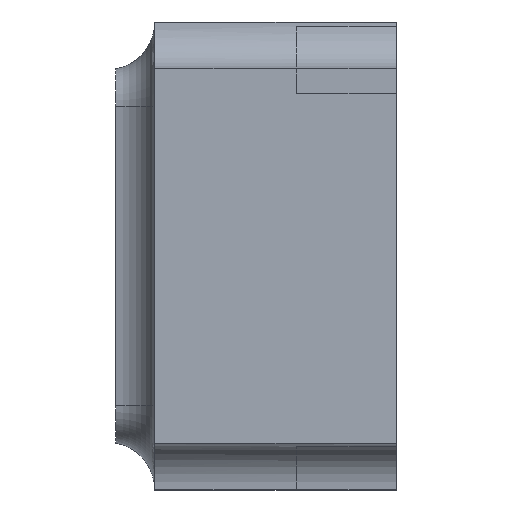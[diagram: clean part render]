
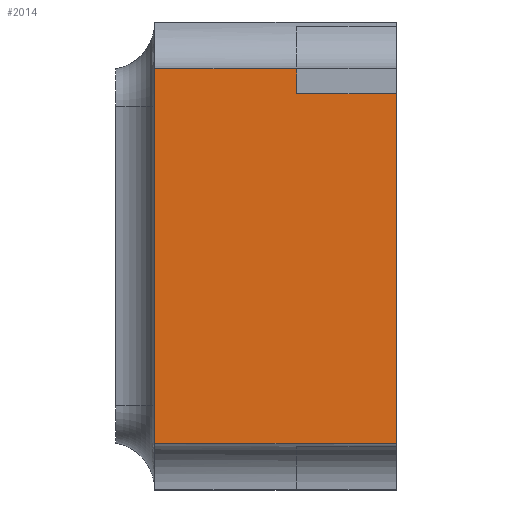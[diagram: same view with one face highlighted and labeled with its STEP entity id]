
A CAD part, left-side view. The second image highlights one B-rep face of the part: STEP entity #2014.
In plain terms, the highlighted planar face has unit normal (-1, 0, 0).
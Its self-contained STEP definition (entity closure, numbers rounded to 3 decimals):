
#204 = DIRECTION ( 'NONE',  ( 0., 0., -1. ) ) ;
#206 = VECTOR ( 'NONE', #204, 1000. ) ;
#245 = EDGE_LOOP ( 'NONE', ( #1361, #866, #772, #1837, #775, #330 ) ) ;
#330 = ORIENTED_EDGE ( 'NONE', *, *, #349, .F. ) ;
#345 = VERTEX_POINT ( 'NONE', #1633 ) ;
#349 = EDGE_CURVE ( 'NONE', #438, #1061, #388, .T. ) ;
#363 = LINE ( 'NONE', #1895, #712 ) ;
#388 = LINE ( 'NONE', #1425, #1380 ) ;
#438 = VERTEX_POINT ( 'NONE', #952 ) ;
#546 = LINE ( 'NONE', #1406, #1279 ) ;
#646 = CARTESIAN_POINT ( 'NONE',  ( -1.6, 0.775, 0. ) ) ;
#712 = VECTOR ( 'NONE', #2066, 1000. ) ;
#725 = VECTOR ( 'NONE', #1090, 1000. ) ;
#732 = AXIS2_PLACEMENT_3D ( 'NONE', #646, #1792, #1055 ) ;
#772 = ORIENTED_EDGE ( 'NONE', *, *, #789, .F. ) ;
#775 = ORIENTED_EDGE ( 'NONE', *, *, #1789, .T. ) ;
#786 = EDGE_CURVE ( 'NONE', #1807, #438, #1752, .T. ) ;
#789 = EDGE_CURVE ( 'NONE', #1602, #1286, #363, .T. ) ;
#866 = ORIENTED_EDGE ( 'NONE', *, *, #1662, .F. ) ;
#909 = CARTESIAN_POINT ( 'NONE',  ( -1.6, 0.775, -0.6 ) ) ;
#924 = CARTESIAN_POINT ( 'NONE',  ( -1.6, 0., -0.6 ) ) ;
#952 = CARTESIAN_POINT ( 'NONE',  ( -1.6, 0., 0.52 ) ) ;
#1055 = DIRECTION ( 'NONE',  ( 0., 0., 1. ) ) ;
#1061 = VERTEX_POINT ( 'NONE', #924 ) ;
#1090 = DIRECTION ( 'NONE',  ( 0., -1., 0. ) ) ;
#1132 = CARTESIAN_POINT ( 'NONE',  ( -1.6, 0.775, 0. ) ) ;
#1185 = DIRECTION ( 'NONE',  ( 0., 0., -1. ) ) ;
#1279 = VECTOR ( 'NONE', #1185, 1000. ) ;
#1286 = VERTEX_POINT ( 'NONE', #2138 ) ;
#1329 = LINE ( 'NONE', #909, #725 ) ;
#1333 = CARTESIAN_POINT ( 'NONE',  ( -1.6, 0.775, 0.6 ) ) ;
#1361 = ORIENTED_EDGE ( 'NONE', *, *, #786, .F. ) ;
#1380 = VECTOR ( 'NONE', #1987, 1000. ) ;
#1406 = CARTESIAN_POINT ( 'NONE',  ( -1.6, 0.32, 0. ) ) ;
#1425 = CARTESIAN_POINT ( 'NONE',  ( -1.6, 0., 0. ) ) ;
#1602 = VERTEX_POINT ( 'NONE', #1333 ) ;
#1633 = CARTESIAN_POINT ( 'NONE',  ( -1.6, 0.775, -0.6 ) ) ;
#1659 = CARTESIAN_POINT ( 'NONE',  ( -1.6, 0.32, 0.52 ) ) ;
#1662 = EDGE_CURVE ( 'NONE', #1286, #1807, #546, .T. ) ;
#1752 = LINE ( 'NONE', #2290, #1868 ) ;
#1756 = PLANE ( 'NONE',  #732 ) ;
#1789 = EDGE_CURVE ( 'NONE', #345, #1061, #1329, .T. ) ;
#1792 = DIRECTION ( 'NONE',  ( -1., 0., 0. ) ) ;
#1807 = VERTEX_POINT ( 'NONE', #1659 ) ;
#1837 = ORIENTED_EDGE ( 'NONE', *, *, #1902, .T. ) ;
#1868 = VECTOR ( 'NONE', #1913, 1000. ) ;
#1895 = CARTESIAN_POINT ( 'NONE',  ( -1.6, 0.775, 0.6 ) ) ;
#1902 = EDGE_CURVE ( 'NONE', #1602, #345, #2274, .T. ) ;
#1913 = DIRECTION ( 'NONE',  ( 0., -1., 0. ) ) ;
#1987 = DIRECTION ( 'NONE',  ( 0., 0., -1. ) ) ;
#2014 = ADVANCED_FACE ( 'NONE', ( #2339 ), #1756, .T. ) ;
#2066 = DIRECTION ( 'NONE',  ( 0., -1., 0. ) ) ;
#2138 = CARTESIAN_POINT ( 'NONE',  ( -1.6, 0.32, 0.6 ) ) ;
#2274 = LINE ( 'NONE', #1132, #206 ) ;
#2290 = CARTESIAN_POINT ( 'NONE',  ( -1.6, 0.32, 0.52 ) ) ;
#2339 = FACE_OUTER_BOUND ( 'NONE', #245, .T. ) ;
